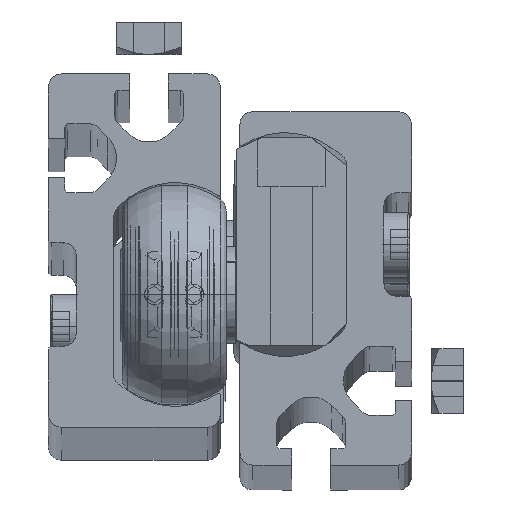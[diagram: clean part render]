
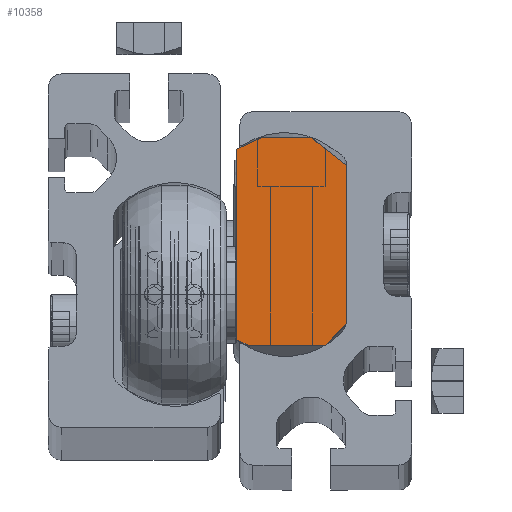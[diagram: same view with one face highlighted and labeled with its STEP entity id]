
A CAD part, top view. The second image highlights one B-rep face of the part: STEP entity #10358.
In plain terms, the highlighted face is planar.
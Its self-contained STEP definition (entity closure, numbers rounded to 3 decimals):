
#198 = VERTEX_POINT ( 'NONE', #10055 ) ;
#339 = CARTESIAN_POINT ( 'NONE',  ( -19., -15.5, 5.2 ) ) ;
#737 = ORIENTED_EDGE ( 'NONE', *, *, #4985, .T. ) ;
#1064 = FACE_OUTER_BOUND ( 'NONE', #1261, .T. ) ;
#1142 = EDGE_CURVE ( 'NONE', #9865, #6260, #1527, .T. ) ;
#1261 = EDGE_LOOP ( 'NONE', ( #12937, #14815, #4429, #12138, #737, #17781, #8728, #3492 ) ) ;
#1527 = LINE ( 'NONE', #2981, #18987 ) ;
#2765 = VECTOR ( 'NONE', #11295, 1000. ) ;
#2842 = VERTEX_POINT ( 'NONE', #12062 ) ;
#2981 = CARTESIAN_POINT ( 'NONE',  ( -19., 16.5, -4.6 ) ) ;
#3391 = CARTESIAN_POINT ( 'NONE',  ( -19., -12.2, 8.5 ) ) ;
#3492 = ORIENTED_EDGE ( 'NONE', *, *, #6594, .T. ) ;
#3514 = VECTOR ( 'NONE', #8929, 1000. ) ;
#3763 = EDGE_CURVE ( 'NONE', #17157, #15216, #19167, .T. ) ;
#4102 = PLANE ( 'NONE',  #14435 ) ;
#4163 = EDGE_CURVE ( 'NONE', #198, #17157, #9653, .T. ) ;
#4429 = ORIENTED_EDGE ( 'NONE', *, *, #14427, .T. ) ;
#4668 = CARTESIAN_POINT ( 'NONE',  ( -19., -12.2, 8.5 ) ) ;
#4867 = LINE ( 'NONE', #4668, #11042 ) ;
#4985 = EDGE_CURVE ( 'NONE', #10305, #15216, #17175, .T. ) ;
#5961 = CARTESIAN_POINT ( 'NONE',  ( -19., 1.5, 22.2 ) ) ;
#6155 = LINE ( 'NONE', #6257, #6650 ) ;
#6257 = CARTESIAN_POINT ( 'NONE',  ( -19., 16.5, -4.6 ) ) ;
#6260 = VERTEX_POINT ( 'NONE', #17370 ) ;
#6286 = CARTESIAN_POINT ( 'NONE',  ( -19., -15.5, -6.7 ) ) ;
#6594 = EDGE_CURVE ( 'NONE', #198, #2842, #4867, .T. ) ;
#6650 = VECTOR ( 'NONE', #9500, 1000. ) ;
#7701 = DIRECTION ( 'NONE',  ( 0., 0., 1. ) ) ;
#7987 = DIRECTION ( 'NONE',  ( 0., -0.707, -0.707 ) ) ;
#8351 = DIRECTION ( 'NONE',  ( 0., 0.616, -0.788 ) ) ;
#8728 = ORIENTED_EDGE ( 'NONE', *, *, #4163, .F. ) ;
#8929 = DIRECTION ( 'NONE',  ( 0., -1., 0. ) ) ;
#8998 = DIRECTION ( 'NONE',  ( 0., 0., 1. ) ) ;
#9028 = CARTESIAN_POINT ( 'NONE',  ( -19., 14.681, -8.5 ) ) ;
#9329 = VECTOR ( 'NONE', #12606, 1000. ) ;
#9500 = DIRECTION ( 'NONE',  ( 0., -0.423, -0.906 ) ) ;
#9616 = VERTEX_POINT ( 'NONE', #16192 ) ;
#9653 = LINE ( 'NONE', #3391, #10053 ) ;
#9865 = VERTEX_POINT ( 'NONE', #17839 ) ;
#10043 = CARTESIAN_POINT ( 'NONE',  ( -19., -14.661, -8.5 ) ) ;
#10053 = VECTOR ( 'NONE', #7987, 1000. ) ;
#10055 = CARTESIAN_POINT ( 'NONE',  ( -19., -12.2, 8.5 ) ) ;
#10305 = VERTEX_POINT ( 'NONE', #10043 ) ;
#10358 = ADVANCED_FACE ( 'NONE', ( #1064 ), #4102, .T. ) ;
#11042 = VECTOR ( 'NONE', #18983, 1000. ) ;
#11295 = DIRECTION ( 'NONE',  ( 0., 0., -1. ) ) ;
#11385 = EDGE_CURVE ( 'NONE', #9616, #10305, #16910, .T. ) ;
#12062 = CARTESIAN_POINT ( 'NONE',  ( -19., 12.203, 8.5 ) ) ;
#12138 = ORIENTED_EDGE ( 'NONE', *, *, #11385, .T. ) ;
#12606 = DIRECTION ( 'NONE',  ( 0., -0.423, 0.906 ) ) ;
#12937 = ORIENTED_EDGE ( 'NONE', *, *, #13052, .T. ) ;
#13052 = EDGE_CURVE ( 'NONE', #2842, #6260, #14265, .T. ) ;
#13775 = DIRECTION ( 'NONE',  ( -1., 0., 0. ) ) ;
#14265 = LINE ( 'NONE', #16151, #15942 ) ;
#14427 = EDGE_CURVE ( 'NONE', #9865, #9616, #6155, .T. ) ;
#14435 = AXIS2_PLACEMENT_3D ( 'NONE', #5961, #13775, #8998 ) ;
#14815 = ORIENTED_EDGE ( 'NONE', *, *, #1142, .F. ) ;
#15216 = VERTEX_POINT ( 'NONE', #6286 ) ;
#15910 = CARTESIAN_POINT ( 'NONE',  ( -19., -14.661, -8.5 ) ) ;
#15942 = VECTOR ( 'NONE', #8351, 1000. ) ;
#16014 = CARTESIAN_POINT ( 'NONE',  ( -19., -15.5, 5.2 ) ) ;
#16151 = CARTESIAN_POINT ( 'NONE',  ( -19., 12.203, 8.5 ) ) ;
#16192 = CARTESIAN_POINT ( 'NONE',  ( -19., 14.681, -8.5 ) ) ;
#16910 = LINE ( 'NONE', #9028, #3514 ) ;
#17157 = VERTEX_POINT ( 'NONE', #16014 ) ;
#17175 = LINE ( 'NONE', #15910, #9329 ) ;
#17370 = CARTESIAN_POINT ( 'NONE',  ( -19., 16.5, 3. ) ) ;
#17781 = ORIENTED_EDGE ( 'NONE', *, *, #3763, .F. ) ;
#17839 = CARTESIAN_POINT ( 'NONE',  ( -19., 16.5, -4.6 ) ) ;
#18983 = DIRECTION ( 'NONE',  ( 0., 1., 0. ) ) ;
#18987 = VECTOR ( 'NONE', #7701, 1000. ) ;
#19167 = LINE ( 'NONE', #339, #2765 ) ;
